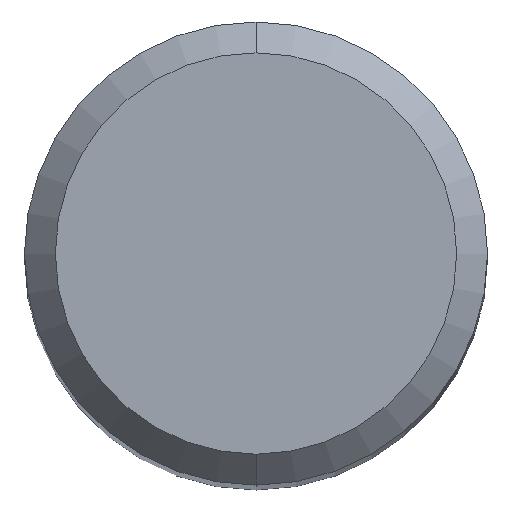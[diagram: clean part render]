
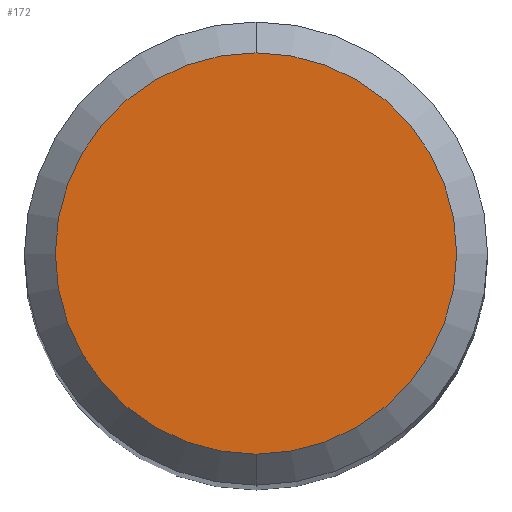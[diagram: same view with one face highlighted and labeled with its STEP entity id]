
A CAD part, top view. The second image highlights one B-rep face of the part: STEP entity #172.
In plain terms, the highlighted planar face has unit normal (0, 0, 1).
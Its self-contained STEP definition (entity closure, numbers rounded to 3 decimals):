
#106=EDGE_CURVE('',#112,#168,#256,.T.);
#112=VERTEX_POINT('',#262);
#166=EDGE_CURVE('',#168,#112,#321,.T.);
#168=VERTEX_POINT('',#323);
#172=ADVANCED_FACE('',(#327),#328,.T.);
#256=CIRCLE('',#417,2.6);
#262=CARTESIAN_POINT('',(0.,-2.6,0.0));
#321=CIRCLE('',#502,2.6);
#323=CARTESIAN_POINT('',(0.0,2.6,0.0));
#327=FACE_OUTER_BOUND('',#508,.T.);
#328=PLANE('',#509);
#417=AXIS2_PLACEMENT_3D('',#603,#604,#605);
#502=AXIS2_PLACEMENT_3D('',#674,#675,#676);
#508=EDGE_LOOP('',(#678,#679));
#509=AXIS2_PLACEMENT_3D('',#680,#681,#682);
#603=CARTESIAN_POINT('',(0.0,0.0,0.0));
#604=DIRECTION('',(0.0,0.0,-1.0));
#605=DIRECTION('',(0.0,1.0,0.0));
#674=CARTESIAN_POINT('',(0.0,0.0,0.0));
#675=DIRECTION('',(0.0,0.0,-1.0));
#676=DIRECTION('',(0.0,1.0,0.0));
#678=ORIENTED_EDGE('',*,*,#166,.F.);
#679=ORIENTED_EDGE('',*,*,#106,.F.);
#680=CARTESIAN_POINT('',(0.0,1.3,0.0));
#681=DIRECTION('',(-0.0,0.0,1.0));
#682=DIRECTION('',(0.0,-1.0,0.0));
